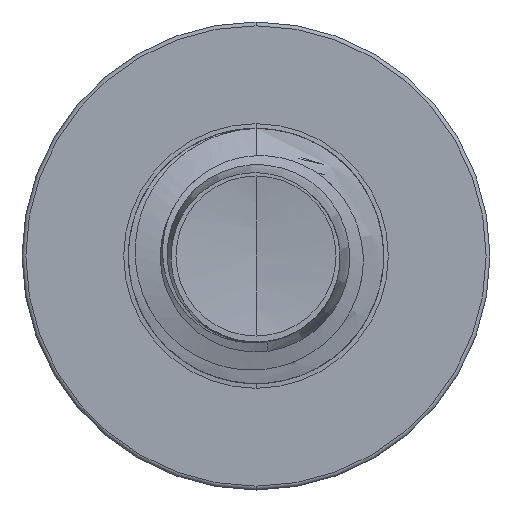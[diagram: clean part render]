
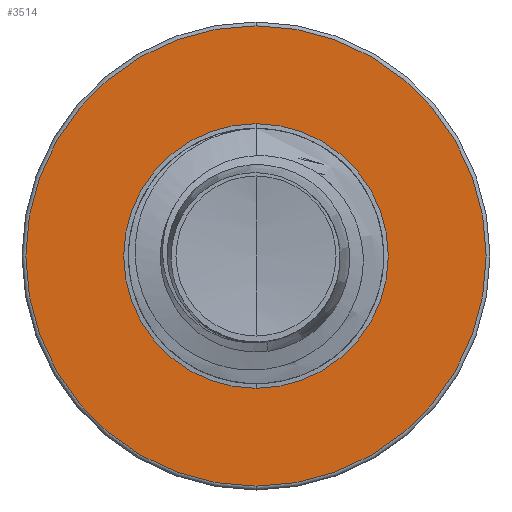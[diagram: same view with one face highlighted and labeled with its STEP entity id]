
A CAD part, front view. The second image highlights one B-rep face of the part: STEP entity #3514.
In plain terms, the highlighted planar face has unit normal (0, -1, 0).
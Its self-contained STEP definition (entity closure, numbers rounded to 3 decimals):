
#3317 = DIRECTION ( 'NONE',  ( 0., 1., 0. ) ) ;
#3514 = ADVANCED_FACE ( 'NONE', ( #30652, #17668 ), #25067, .F. ) ;
#3705 = AXIS2_PLACEMENT_3D ( 'NONE', #17941, #3317, #20242 ) ;
#4641 = ORIENTED_EDGE ( 'NONE', *, *, #30780, .F. ) ;
#5703 = EDGE_LOOP ( 'NONE', ( #10530, #4641 ) ) ;
#5908 = EDGE_CURVE ( 'NONE', #12069, #21482, #14117, .T. ) ;
#7292 = CARTESIAN_POINT ( 'NONE',  ( 0., 7.5, -0.933 ) ) ;
#9004 = CARTESIAN_POINT ( 'NONE',  ( 0., 7.5, 0.933 ) ) ;
#9153 = DIRECTION ( 'NONE',  ( 0., 1., 0. ) ) ;
#9371 = DIRECTION ( 'NONE',  ( 0., 0., 1. ) ) ;
#9400 = DIRECTION ( 'NONE',  ( 0., 1., 0. ) ) ;
#9408 = DIRECTION ( 'NONE',  ( 0., 1., 0. ) ) ;
#9413 = CARTESIAN_POINT ( 'NONE',  ( 0., 7.5, 0. ) ) ;
#10530 = ORIENTED_EDGE ( 'NONE', *, *, #20013, .F. ) ;
#12069 = VERTEX_POINT ( 'NONE', #9004 ) ;
#14117 = CIRCLE ( 'NONE', #21414, 0.933 ) ;
#14942 = AXIS2_PLACEMENT_3D ( 'NONE', #23318, #9400, #25391 ) ;
#15639 = EDGE_LOOP ( 'NONE', ( #29361, #19018 ) ) ;
#16128 = EDGE_CURVE ( 'NONE', #21482, #12069, #19207, .T. ) ;
#16333 = CARTESIAN_POINT ( 'NONE',  ( 0., 7.5, 1.623 ) ) ;
#17668 = FACE_BOUND ( 'NONE', #15639, .T. ) ;
#17941 = CARTESIAN_POINT ( 'NONE',  ( 0., 7.5, 0. ) ) ;
#18538 = VERTEX_POINT ( 'NONE', #16333 ) ;
#19018 = ORIENTED_EDGE ( 'NONE', *, *, #16128, .T. ) ;
#19207 = CIRCLE ( 'NONE', #28907, 0.933 ) ;
#20013 = EDGE_CURVE ( 'NONE', #18538, #29074, #21107, .T. ) ;
#20242 = DIRECTION ( 'NONE',  ( 0., 0., 1. ) ) ;
#21107 = CIRCLE ( 'NONE', #3705, 1.623 ) ;
#21414 = AXIS2_PLACEMENT_3D ( 'NONE', #9413, #9408, #9371 ) ;
#21482 = VERTEX_POINT ( 'NONE', #7292 ) ;
#21952 = AXIS2_PLACEMENT_3D ( 'NONE', #23804, #23106, #23071 ) ;
#23071 = DIRECTION ( 'NONE',  ( 0., 0., 1. ) ) ;
#23106 = DIRECTION ( 'NONE',  ( 0., 1., 0. ) ) ;
#23116 = CARTESIAN_POINT ( 'NONE',  ( 0., 7.5, 0. ) ) ;
#23318 = CARTESIAN_POINT ( 'NONE',  ( 0., 7.5, 0. ) ) ;
#23804 = CARTESIAN_POINT ( 'NONE',  ( 0., 7.5, -0.933 ) ) ;
#25067 = PLANE ( 'NONE',  #21952 ) ;
#25198 = DIRECTION ( 'NONE',  ( 0., 0., 1. ) ) ;
#25391 = DIRECTION ( 'NONE',  ( 0., 0., 1. ) ) ;
#25519 = CARTESIAN_POINT ( 'NONE',  ( 0., 7.5, -1.623 ) ) ;
#28507 = CIRCLE ( 'NONE', #14942, 1.623 ) ;
#28907 = AXIS2_PLACEMENT_3D ( 'NONE', #23116, #9153, #25198 ) ;
#29074 = VERTEX_POINT ( 'NONE', #25519 ) ;
#29361 = ORIENTED_EDGE ( 'NONE', *, *, #5908, .T. ) ;
#30652 = FACE_OUTER_BOUND ( 'NONE', #5703, .T. ) ;
#30780 = EDGE_CURVE ( 'NONE', #29074, #18538, #28507, .T. ) ;
